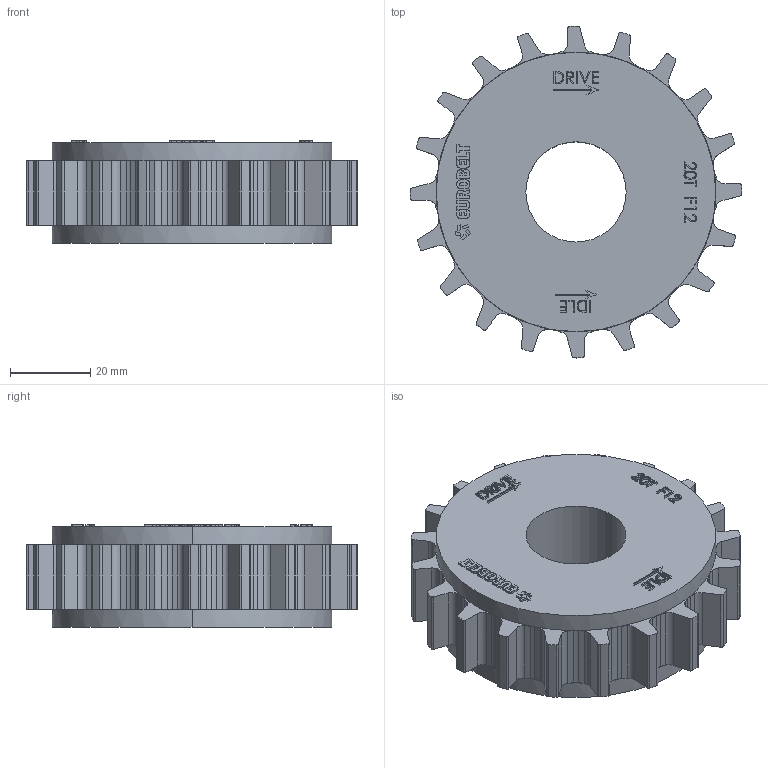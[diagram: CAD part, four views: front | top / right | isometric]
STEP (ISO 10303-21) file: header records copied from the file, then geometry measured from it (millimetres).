
FILE_DESCRIPTION (( 'STEP AP214' ), '1' );
FILE_NAME ('F12_Z20_R25.STEP', '2024-02-15T06:57:22', ( '' ), ( '' ), 'SwSTEP 2.0', 'SolidWorks 2023', '' );
FILE_SCHEMA (( 'AUTOMOTIVE_DESIGN' ));
Length unit declared in the file: millimetre
Products named in the file (1): F12_Z20_R25
Bounding box: 82.76 x 82.76 x 25.5 mm (x, y, z)
Volume: 91845.9 mm3; surface area: 18492.3 mm2
Topology: 1 solids, 1 shells, 610 faces, 1670 edges, 1100 vertices
Faces by surface type: plane 370, cylinder 126, bspline 114
Entity records: 22425 total; most frequent: CARTESIAN_POINT 7391, ORIENTED_EDGE 3340, DIRECTION 2768, EDGE_CURVE 1670, LINE 1110, VECTOR 1110, VERTEX_POINT 1100, AXIS2_PLACEMENT_3D 829
